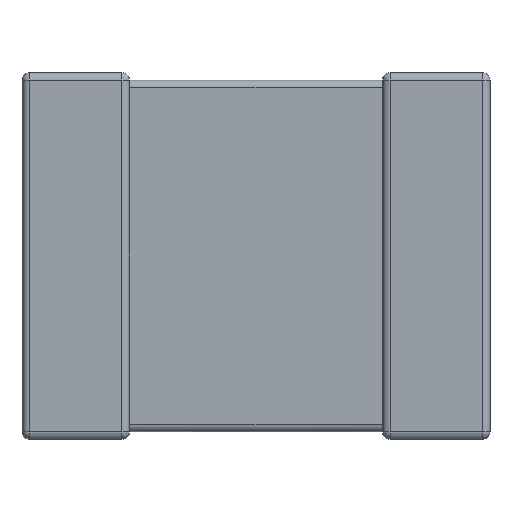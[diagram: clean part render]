
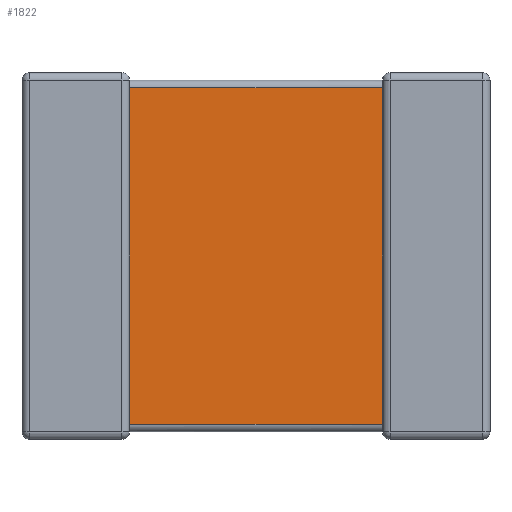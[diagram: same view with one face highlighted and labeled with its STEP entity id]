
A CAD part, front view. The second image highlights one B-rep face of the part: STEP entity #1822.
In plain terms, the highlighted planar face has unit normal (0, -1, 0).
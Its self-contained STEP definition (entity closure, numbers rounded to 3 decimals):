
#271 = DIRECTION ( 'NONE',  ( 1., 0., 0. ) ) ;
#306 = EDGE_CURVE ( 'NONE', #4380, #1446, #4021, .T. ) ;
#322 = VERTEX_POINT ( 'NONE', #3899 ) ;
#448 = PLANE ( 'NONE',  #2427 ) ;
#902 = VERTEX_POINT ( 'NONE', #3957 ) ;
#939 = DIRECTION ( 'NONE',  ( 0., 0., 1. ) ) ;
#1147 = LINE ( 'NONE', #2641, #1155 ) ;
#1155 = VECTOR ( 'NONE', #271, 1000. ) ;
#1315 = EDGE_CURVE ( 'NONE', #902, #4380, #3637, .T. ) ;
#1429 = VECTOR ( 'NONE', #939, 1000. ) ;
#1433 = DIRECTION ( 'NONE',  ( 0., -1., 0. ) ) ;
#1446 = VERTEX_POINT ( 'NONE', #3546 ) ;
#1646 = CARTESIAN_POINT ( 'NONE',  ( 0.85, 0.06, -2.9 ) ) ;
#1822 = ADVANCED_FACE ( 'NONE', ( #4477 ), #448, .T. ) ;
#2427 = AXIS2_PLACEMENT_3D ( 'NONE', #4033, #1433, #4708 ) ;
#2641 = CARTESIAN_POINT ( 'NONE',  ( 2.85, 0.06, -2.779 ) ) ;
#2923 = CARTESIAN_POINT ( 'NONE',  ( 0.85, 0.06, -0.121 ) ) ;
#2943 = EDGE_LOOP ( 'NONE', ( #3093, #3912, #4677, #3227 ) ) ;
#2975 = EDGE_CURVE ( 'NONE', #322, #1446, #3482, .T. ) ;
#3093 = ORIENTED_EDGE ( 'NONE', *, *, #2975, .F. ) ;
#3227 = ORIENTED_EDGE ( 'NONE', *, *, #306, .T. ) ;
#3259 = VECTOR ( 'NONE', #4602, 1000. ) ;
#3336 = DIRECTION ( 'NONE',  ( 0., 0., 1. ) ) ;
#3482 = LINE ( 'NONE', #1646, #1429 ) ;
#3546 = CARTESIAN_POINT ( 'NONE',  ( 0.85, 0.06, -0.121 ) ) ;
#3637 = LINE ( 'NONE', #3660, #3752 ) ;
#3660 = CARTESIAN_POINT ( 'NONE',  ( 2.85, 0.06, -2.9 ) ) ;
#3752 = VECTOR ( 'NONE', #3336, 1000. ) ;
#3899 = CARTESIAN_POINT ( 'NONE',  ( 0.85, 0.06, -2.779 ) ) ;
#3912 = ORIENTED_EDGE ( 'NONE', *, *, #4571, .T. ) ;
#3957 = CARTESIAN_POINT ( 'NONE',  ( 2.85, 0.06, -2.779 ) ) ;
#4021 = LINE ( 'NONE', #2923, #3259 ) ;
#4033 = CARTESIAN_POINT ( 'NONE',  ( 0.85, 0.06, -2.9 ) ) ;
#4380 = VERTEX_POINT ( 'NONE', #4495 ) ;
#4477 = FACE_OUTER_BOUND ( 'NONE', #2943, .T. ) ;
#4495 = CARTESIAN_POINT ( 'NONE',  ( 2.85, 0.06, -0.121 ) ) ;
#4571 = EDGE_CURVE ( 'NONE', #322, #902, #1147, .T. ) ;
#4602 = DIRECTION ( 'NONE',  ( -1., 0., 0. ) ) ;
#4677 = ORIENTED_EDGE ( 'NONE', *, *, #1315, .T. ) ;
#4708 = DIRECTION ( 'NONE',  ( 0., 0., -1. ) ) ;
